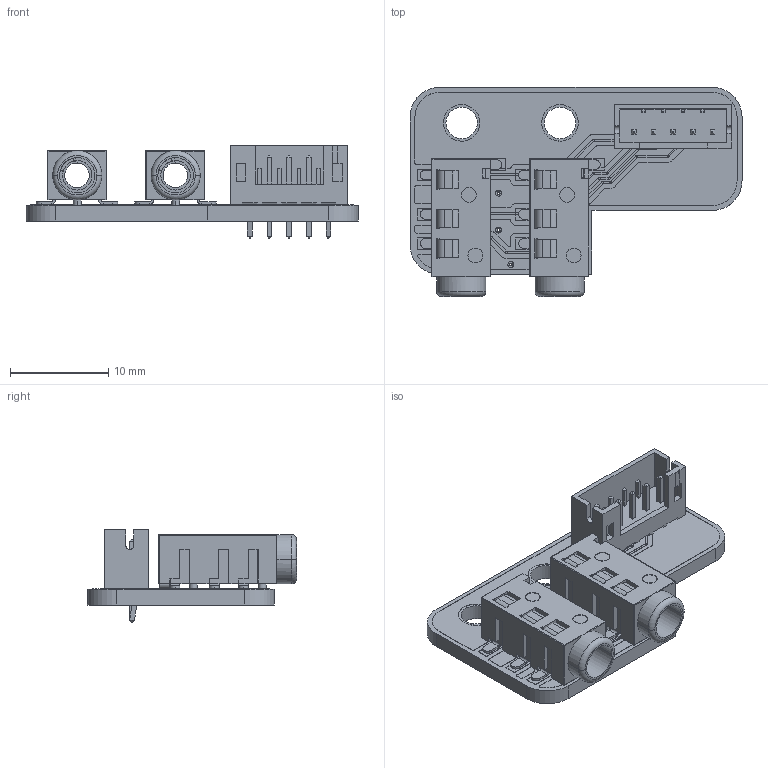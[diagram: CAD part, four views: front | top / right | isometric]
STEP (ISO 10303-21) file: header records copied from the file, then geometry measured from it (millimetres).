
FILE_DESCRIPTION(('KiCad electronic assembly'),'2;1');
FILE_NAME('miniGCii.step','2024-07-02T21:52:38',('Pcbnew'),('Kicad'), 'Open CASCADE STEP processor 7.7','KiCad to STEP converter','Unknown' );
FILE_SCHEMA(('AUTOMOTIVE_DESIGN { 1 0 10303 214 1 1 1 1 }'));
Length unit declared in the file: millimetre
Products named in the file (99): miniGCii 1; PJ320D; JST_PH_B5B-PH-K_1x05_P2.00mm_Vertical; JST_B5B_PH_K; miniGCii_track_1; miniGCii_track_2; miniGCii_track_3; miniGCii_track_4; miniGCii_track_5; miniGCii_track_6; miniGCii_track_7; miniGCii_track_8; miniGCii_track_9; miniGCii_track_10; miniGCii_track_11; miniGCii_track_12; miniGCii_track_13; miniGCii_track_14; miniGCii_track_15; miniGCii_track_16; miniGCii_track_17; miniGCii_track_18; miniGCii_track_19; miniGCii_track_20; miniGCii_track_21; miniGCii_track_22; miniGCii_track_23; miniGCii_track_24; miniGCii_track_25; miniGCii_track_26; miniGCii_track_27; miniGCii_track_28; miniGCii_track_29; miniGCii_track_30; miniGCii_track_31; miniGCii_track_32; miniGCii_track_33; miniGCii_zone_1; miniGCii_zone_2; miniGCii_zone_3 ...
Assembly tree (99 placements, depth 3):
  miniGCii 1
    PJ320D  x2
      PJ320D
    JST_PH_B5B-PH-K_1x05_P2.00mm_Vertical
      JST_B5B_PH_K
    miniGCii_track_1
    miniGCii_track_2
    miniGCii_track_3
    miniGCii_track_4
    miniGCii_track_5
    miniGCii_track_6
    miniGCii_track_7
    miniGCii_track_8
    miniGCii_track_9
    miniGCii_track_10
    miniGCii_track_11
    miniGCii_track_12
    miniGCii_track_13
    miniGCii_track_14
    miniGCii_track_15
    miniGCii_track_16
    miniGCii_track_17
    miniGCii_track_18
    miniGCii_track_19
    miniGCii_track_20
    miniGCii_track_21
    miniGCii_track_22
    miniGCii_track_23
    miniGCii_track_24
    miniGCii_track_25
    miniGCii_track_26
    miniGCii_track_27
    miniGCii_track_28
    miniGCii_track_29
    miniGCii_track_30
    miniGCii_track_31
    miniGCii_track_32
    miniGCii_track_33
    miniGCii_zone_1
    miniGCii_zone_2
    miniGCii_zone_3
    miniGCii_zone_4
    miniGCii_zone_5
    miniGCii_zone_6
    miniGCii_zone_7
    miniGCii_pad_1
    miniGCii_pad_2
    miniGCii_pad_3
    miniGCii_pad_4
    miniGCii_pad_5
    miniGCii_pad_6
    miniGCii_pad_7
    miniGCii_pad_8
    miniGCii_pad_9
    miniGCii_pad_10
    miniGCii_pad_11
    miniGCii_pad_12
    miniGCii_pad_13
    miniGCii_pad_14
    miniGCii_pad_15
Bounding box: 33.75 x 21.26 x 9.4 mm (x, y, z)
Volume: 1520.6 mm3; surface area: 4748.5 mm2
Topology: 93 solids, 93 shells, 2998 faces, 8193 edges, 5362 vertices
Faces by surface type: plane 2693, cylinder 275, sphere 10, revolution 8, bspline 8, torus 4
Full cylindrical faces by diameter (mm): 0.25 x30, 0.3 x12, 0.6 x12, 0.7 x15, 0.75 x10, 1.6 x4, 3.2 x2
Entity records: 89850 total; most frequent: CARTESIAN_POINT 15587, ORIENTED_EDGE 15154, DIRECTION 13703, EDGE_CURVE 7577, LINE 7111, VECTOR 7111, VERTEX_POINT 5002, AXIS2_PLACEMENT_3D 3294
